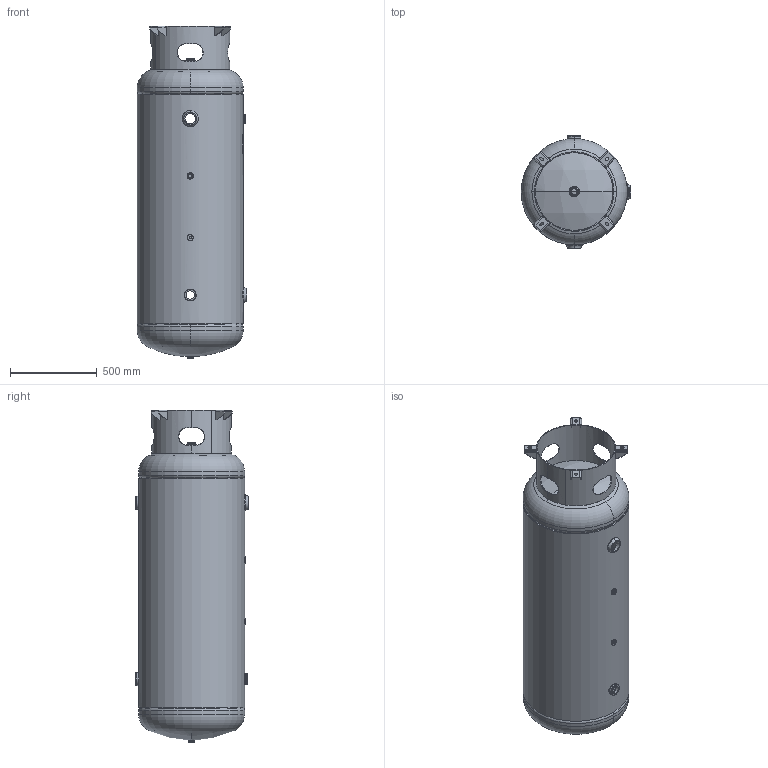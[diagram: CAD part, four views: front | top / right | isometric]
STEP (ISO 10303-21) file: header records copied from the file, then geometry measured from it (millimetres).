
FILE_DESCRIPTION (( 'STEP AP214' ), '1' );
FILE_NAME ('302422.STEP', '2024-04-30T21:17:07', ( '' ), ( '' ), 'SwSTEP 2.0', 'SolidWorks 2022', '' );
FILE_SCHEMA (( 'AUTOMOTIVE_DESIGN' ));
Length unit declared in the file: inch
Products named in the file (1): 302422
Bounding box: 630.22 x 646.89 x 1911.95 mm (x, y, z)
Volume: 24081031.4 mm3; surface area: 7868337.3 mm2
Topology: 19 solids, 19 shells, 438 faces, 968 edges, 580 vertices
Faces by surface type: plane 142, torus 128, cylinder 124, bspline 36, sphere 8
Full cylindrical faces by diameter (mm): 598.068 x1, 609.6 x1
Entity records: 30346 total; most frequent: CARTESIAN_POINT 14633, DIRECTION 2130, ORIENTED_EDGE 1936, EDGE_CURVE 968, AXIS2_PLACEMENT_3D 903, VERTEX_POINT 580, EDGE_LOOP 510, CIRCLE 500
